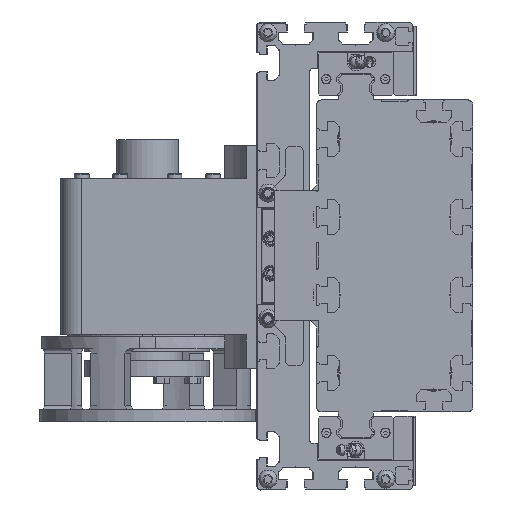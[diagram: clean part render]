
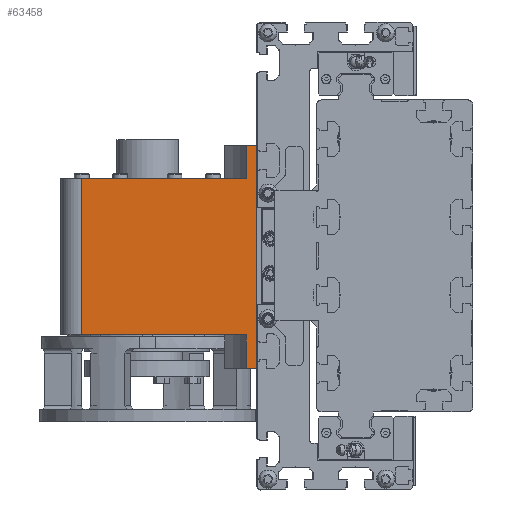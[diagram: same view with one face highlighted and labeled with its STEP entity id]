
A CAD part, left-side view. The second image highlights one B-rep face of the part: STEP entity #63458.
In plain terms, the highlighted planar face has unit normal (-1, 0, 0).
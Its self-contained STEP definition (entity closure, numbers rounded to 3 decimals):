
#4953=PLANE('',#69068);
#11054=LINE('',#106051,#17363);
#11060=LINE('',#106067,#17369);
#11072=LINE('',#106101,#17381);
#11095=LINE('',#106166,#17404);
#11096=LINE('',#106170,#17405);
#11100=LINE('',#106181,#17409);
#11105=LINE('',#106189,#17414);
#11106=LINE('',#106191,#17415);
#17363=VECTOR('',#85876,10.);
#17369=VECTOR('',#85892,10.);
#17381=VECTOR('',#85924,10.);
#17404=VECTOR('',#85983,10.);
#17405=VECTOR('',#85988,10.);
#17409=VECTOR('',#85998,10.);
#17414=VECTOR('',#86009,10.);
#17415=VECTOR('',#86012,10.);
#21705=FACE_OUTER_BOUND('',#25189,.T.);
#25189=EDGE_LOOP('',(#59269,#59270,#59271,#59272,#59273,#59274,#59275,#59276));
#33328=VERTEX_POINT('',#106047);
#33329=VERTEX_POINT('',#106049);
#33334=VERTEX_POINT('',#106065);
#33346=VERTEX_POINT('',#106100);
#33369=VERTEX_POINT('',#106163);
#33370=VERTEX_POINT('',#106165);
#33371=VERTEX_POINT('',#106169);
#33375=VERTEX_POINT('',#106179);
#41997=EDGE_CURVE('',#33328,#33329,#11054,.T.);
#42005=EDGE_CURVE('',#33334,#33329,#11060,.T.);
#42021=EDGE_CURVE('',#33346,#33328,#11072,.T.);
#42053=EDGE_CURVE('',#33369,#33370,#11095,.T.);
#42055=EDGE_CURVE('',#33370,#33371,#11096,.T.);
#42061=EDGE_CURVE('',#33375,#33369,#11100,.T.);
#42066=EDGE_CURVE('',#33334,#33371,#11105,.T.);
#42067=EDGE_CURVE('',#33346,#33375,#11106,.T.);
#59269=ORIENTED_EDGE('',*,*,#42021,.T.);
#59270=ORIENTED_EDGE('',*,*,#41997,.T.);
#59271=ORIENTED_EDGE('',*,*,#42005,.F.);
#59272=ORIENTED_EDGE('',*,*,#42066,.T.);
#59273=ORIENTED_EDGE('',*,*,#42055,.F.);
#59274=ORIENTED_EDGE('',*,*,#42053,.F.);
#59275=ORIENTED_EDGE('',*,*,#42061,.F.);
#59276=ORIENTED_EDGE('',*,*,#42067,.F.);
#63458=ADVANCED_FACE('',(#21705),#4953,.T.);
#69068=AXIS2_PLACEMENT_3D('',#106190,#86010,#86011);
#85876=DIRECTION('',(0.,0.,1.));
#85892=DIRECTION('',(0.,-1.,0.));
#85924=DIRECTION('',(0.,1.,0.));
#85983=DIRECTION('',(0.,0.,-1.));
#85988=DIRECTION('',(0.,1.,0.));
#85998=DIRECTION('',(0.,1.,0.));
#86009=DIRECTION('',(0.,0.,-1.));
#86010=DIRECTION('center_axis',(-1.,0.,0.));
#86011=DIRECTION('ref_axis',(0.,1.,0.));
#86012=DIRECTION('',(0.,0.,-1.));
#106047=CARTESIAN_POINT('',(-108.37,-48.238,-90.));
#106049=CARTESIAN_POINT('',(-108.37,-48.238,-70.5));
#106051=CARTESIAN_POINT('',(-108.37,-48.238,-90.));
#106065=CARTESIAN_POINT('',(-108.37,-42.138,-70.5));
#106067=CARTESIAN_POINT('',(-108.37,-42.138,-70.5));
#106100=CARTESIAN_POINT('',(-108.37,-143.138,-90.));
#106101=CARTESIAN_POINT('',(-108.37,-143.138,-90.));
#106163=CARTESIAN_POINT('',(-108.37,-48.238,-180.));
#106165=CARTESIAN_POINT('',(-108.37,-48.238,-199.5));
#106166=CARTESIAN_POINT('',(-108.37,-48.238,-180.));
#106169=CARTESIAN_POINT('',(-108.37,-42.138,-199.5));
#106170=CARTESIAN_POINT('',(-108.37,-48.238,-199.5));
#106179=CARTESIAN_POINT('',(-108.37,-143.138,-180.));
#106181=CARTESIAN_POINT('',(-108.37,-143.138,-180.));
#106189=CARTESIAN_POINT('',(-108.37,-42.138,-90.));
#106190=CARTESIAN_POINT('Origin',(-108.37,-143.138,-90.));
#106191=CARTESIAN_POINT('',(-108.37,-143.138,-90.));
